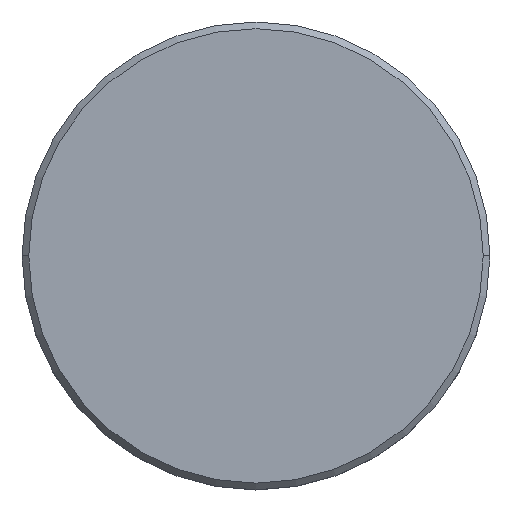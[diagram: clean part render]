
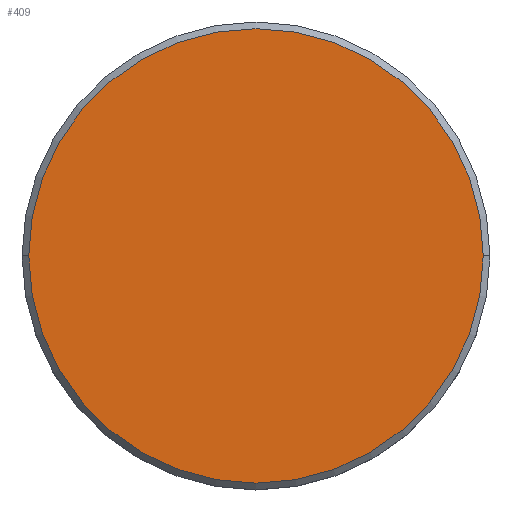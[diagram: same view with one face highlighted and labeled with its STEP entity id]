
A CAD part, top view. The second image highlights one B-rep face of the part: STEP entity #409.
In plain terms, the highlighted planar face has unit normal (0, 0, 1).
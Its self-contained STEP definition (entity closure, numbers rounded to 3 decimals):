
#44 = DIRECTION ( 'NONE',  ( 0., 0., 1. ) ) ;
#54 = AXIS2_PLACEMENT_3D ( 'NONE', #486, #680, #784 ) ;
#224 = EDGE_CURVE ( 'NONE', #1124, #302, #1162, .T. ) ;
#270 = FACE_OUTER_BOUND ( 'NONE', #817, .T. ) ;
#302 = VERTEX_POINT ( 'NONE', #705 ) ;
#313 = DIRECTION ( 'NONE',  ( 1., 0., 0. ) ) ;
#409 = ADVANCED_FACE ( 'NONE', ( #270 ), #808, .T. ) ;
#472 = ORIENTED_EDGE ( 'NONE', *, *, #866, .T. ) ;
#486 = CARTESIAN_POINT ( 'NONE',  ( 0., 0., 0. ) ) ;
#626 = DIRECTION ( 'NONE',  ( 0., 0., 1. ) ) ;
#658 = CARTESIAN_POINT ( 'NONE',  ( -17., 0., 0. ) ) ;
#670 = CIRCLE ( 'NONE', #832, 17. ) ;
#680 = DIRECTION ( 'NONE',  ( 0., 0., 1. ) ) ;
#705 = CARTESIAN_POINT ( 'NONE',  ( 17., 0., 0. ) ) ;
#784 = DIRECTION ( 'NONE',  ( 1., 0., 0. ) ) ;
#808 = PLANE ( 'NONE',  #924 ) ;
#817 = EDGE_LOOP ( 'NONE', ( #878, #472 ) ) ;
#832 = AXIS2_PLACEMENT_3D ( 'NONE', #856, #44, #313 ) ;
#856 = CARTESIAN_POINT ( 'NONE',  ( 0., 0., 0. ) ) ;
#866 = EDGE_CURVE ( 'NONE', #302, #1124, #670, .T. ) ;
#878 = ORIENTED_EDGE ( 'NONE', *, *, #224, .T. ) ;
#924 = AXIS2_PLACEMENT_3D ( 'NONE', #1165, #626, #1011 ) ;
#1011 = DIRECTION ( 'NONE',  ( 1., 0., 0. ) ) ;
#1124 = VERTEX_POINT ( 'NONE', #658 ) ;
#1162 = CIRCLE ( 'NONE', #54, 17. ) ;
#1165 = CARTESIAN_POINT ( 'NONE',  ( 0., 0., 0. ) ) ;
